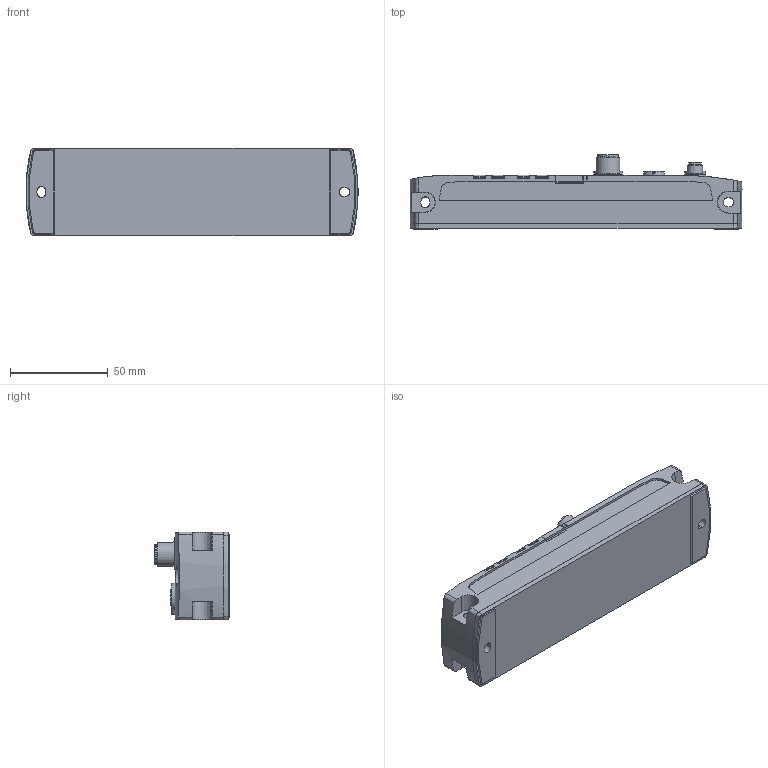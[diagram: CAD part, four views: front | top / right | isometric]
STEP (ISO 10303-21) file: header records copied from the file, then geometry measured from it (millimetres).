
FILE_DESCRIPTION(/* description */ ('STEP AP214'),/* implementation_level */ '2;1');
FILE_NAME(/* name */ '8086608_CPX-AP-I-PB-M12',/* time_stamp */ '2024-08-07T18:58:00+02:00',/* author */ ('License CC BY-ND 4.0'),/* organization */ ('CADENAS'),/* preprocessor_version */ 'ST-DEVELOPER v19.3',/* originating_system */ 'PARTsolutions',/* authorisation */ ' ');
FILE_SCHEMA (('AUTOMOTIVE_DESIGN { 1 0 10303 214 3 1 1 }','INTEGRATED_CNC_SCHEMA','AUTOMOTIVE_DESIGN {1 0 10303 214 3 1 1}'));
Length unit declared in the file: millimetre
Products named in the file (1): 8086608 CPX-AP-I-PB-M12---(high)
Bounding box: 169.81 x 38.2 x 45 mm (x, y, z)
Volume: 193185.8 mm3; surface area: 35515.4 mm2
Topology: 1 solids, 1 shells, 934 faces, 2429 edges, 1601 vertices
Faces by surface type: plane 591, cylinder 274, cone 51, torus 13, sphere 5
Full cylindrical faces by diameter (mm): 0.87 x8, 1 x9, 1.05 x4, 1.1 x5, 1.7 x3, 5.3 x1, 5.7 x1, 5.8 x1, 6.3 x2, 6.5 x1, 6.917 x3, 8 x1, 8.5 x1, 10.5 x1, 10.917 x1, 12 x1
Entity records: 34773 total; most frequent: CARTESIAN_POINT 5063, DIRECTION 4845, ORIENTED_EDGE 4662, EDGE_CURVE 2331, AXIS2_PLACEMENT_3D 1626, VERTEX_POINT 1594, LINE 1593, VECTOR 1593
